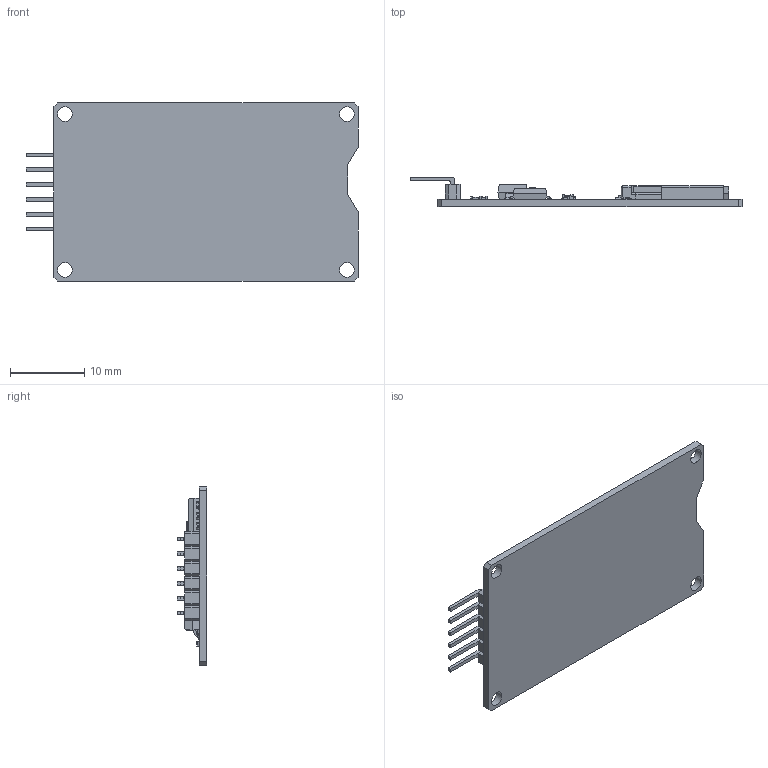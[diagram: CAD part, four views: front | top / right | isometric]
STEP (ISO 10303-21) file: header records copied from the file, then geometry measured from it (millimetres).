
FILE_DESCRIPTION(('HOOPS Exchange Step'),'2;1');
FILE_NAME('f0768e4b5ecad627d1c1d3177ab0f41520230217-1-1gq6xo.SLDPRT.step','2023-02-17T13:30:40+00:00',('root'),('Unknown organisation'),'HOOPS Exchange 2021.0','HOOPS Exchange','Unknown authorisation');
FILE_SCHEMA( ('AUTOMOTIVE_DESIGN { 1 0 10303 214 1 1 1 1 }') );
Length unit declared in the file: millimetre
Products named in the file (2): Valor predeterminado; f0768e4b5ecad627d1c1d3177ab0f41520230217-1-1gq6xo
Assembly tree (1 placements, depth 2):
  f0768e4b5ecad627d1c1d3177ab0f41520230217-1-1gq6xo
    Valor predeterminado
Bounding box: 44.75 x 4 x 24 mm (x, y, z)
Volume: 1316.6 mm3; surface area: 2736.9 mm2
Topology: 1 solids, 1 shells, 1523 faces, 4197 edges, 2771 vertices
Faces by surface type: plane 1052, extrusion 235, cylinder 225, bspline 6, torus 3, sphere 2
Full cylindrical faces by diameter (mm): 2 x4
Entity records: 57428 total; most frequent: CARTESIAN_POINT 18819, ORIENTED_EDGE 8390, DIRECTION 6825, EDGE_CURVE 4195, VECTOR 3467, LINE 3232, VERTEX_POINT 2771, AXIS2_PLACEMENT_3D 1679
